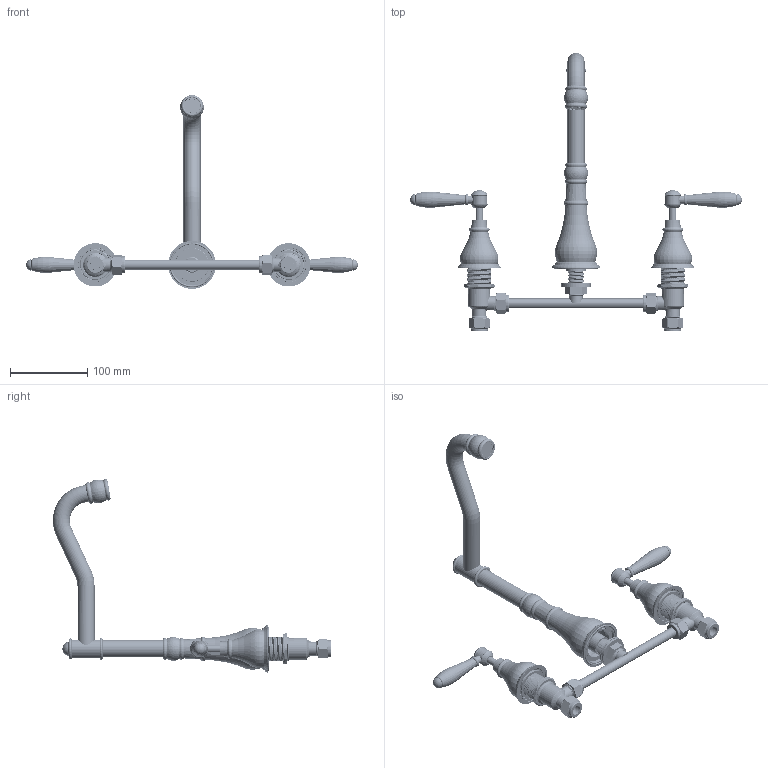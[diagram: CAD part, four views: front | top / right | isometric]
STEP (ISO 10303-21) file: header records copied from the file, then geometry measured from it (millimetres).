
FILE_DESCRIPTION (( 'STEP AP203' ), '1' );
FILE_NAME ('MV1014LCHPE.STEP', '2020-02-27T02:34:38', ( 'Windows 蚚誧' ), ( '' ), 'SwSTEP 2.0', 'SolidWorks 2019', '' );
FILE_SCHEMA (( 'CONFIG_CONTROL_DESIGN' ));
Length unit declared in the file: millimetre
Products named in the file (57): 臟賙M21.5X1堤阨厙; 22古典厨房直管焊接管; MV1014LCHPE; 邧參醱髓褒概郪; 175忒梟裝簽; MV22古典出水管装饰圈; 辦羲30.5坶踡蹟譫; MV插齿陶瓷一字手轮; 175忒梟裝芛; M16x1 22奪爾諉芛; MV堤阨諳ㄗ郪ㄘ; G1-2報滇酗諉芛; 22嘉萎報滇爾諉奪; MV22堤阨奪蟀諉璃; 囀鞠褒潑芛蹟佪M5x12 (G12090G00); 双把手紫铜管焊接头（G1-2H49); 18x1.5 O型圈; 7x1.5 O型圈; 22古典厨房直管（焊接）; G07221D00  邧參忒翋极囀郋; MV堤阨諳; M05001P00  呿蹋縐杶; 報滇荎宒郪; 220報滇豜肣諉奪郪; 双把110快开厨房主体组陶瓷杆; 28.5X22.5X1.5綻祧菜え; G03097P00   呿蹋鞠褒簽; 110快开插齿G58阀芯（30.5阀盖）; MV1014ACHE; MV22堤阨奪蟀諉璃ㄗ郪ㄘ; 邧參報滇翋极郪; 58x2.5 O型圈 - UA70MV三通底帽; 22嘉萎奪爾諉芛; G03008C00   概极匐褒簽; 175忒梟蟀諉裝; MV堤阨奪蚾庉芛; 菜え; 5-8辦羲概郋-110酗; M4x5 囀鞠褒す傷蹟佪; 双把手紫铜管（12.7X0.8X220) ...
Assembly tree (83 placements, depth 5):
  MV1014LCHPE
    双把110快开厨房主体组陶瓷杆
      邧參報滇翋极郪
        邧參醱髓褒概郪
          Z19021D00  邧參翋极
          G07221D00  邧參忒翋极囀郋
          G03008C00   概极匐褒簽  x2
          40X32X1.5呿蹋菜え  x2
          G03009C00  邧參鞠褒簽  x2
          M05001P00  呿蹋縐杶  x2
        邧參醱髓褒概郪
          Z19021D00  邧參翋极
          G07221D00  邧參忒翋极囀郋
          G03008C00   概极匐褒簽  x2
          40X32X1.5呿蹋菜え  x2
          G03009C00  邧參鞠褒簽  x2
          M05001P00  呿蹋縐杶  x2
        220報滇豜肣諉奪郪
          双把手紫铜管（12.7X0.8X220)
          双把手紫铜管焊接头（G1-2H49)
        G03097P00   呿蹋鞠褒簽
        菜え
      110快开插齿G58阀芯（30.5阀盖）
        5-8辦羲概郋-110酗
        辦羲30.5坶踡蹟譫
        28.5X22.5X1.5綻祧菜え
      110快开插齿G58阀芯（30.5阀盖）
        5-8辦羲概郋-110酗
        辦羲30.5坶踡蹟譫
        28.5X22.5X1.5綻祧菜え
      MV双把面盆钟罩组件
           M70ZS00C     MV醱髓笘欶 
           M70ZS01C     MV醱髓笘欶蚾庉簽
      MV双把面盆钟罩组件
           M70ZS00C     MV醱髓笘欶 
           M70ZS01C     MV醱髓笘欶蚾庉簽
      MV插齿陶瓷一字手轮
        MV邧參珨趼忒謫釱
        囀鞠褒潑芛蹟佪M5x12 (G12090G00)
        175忒梟裝芛
        175忒梟蟀諉裝
        175枎棟忒梟裝
        175忒梟裝簽
        7x1.5 O型圈
      MV插齿陶瓷一字手轮
        MV邧參珨趼忒謫釱
        囀鞠褒潑芛蹟佪M5x12 (G12090G00)
        175忒梟裝芛
        175忒梟蟀諉裝
        175枎棟忒梟裝
        175忒梟裝簽
        7x1.5 O型圈
    邧參報滇奪釱郪
          M70ZS02C     MV醱髓堤阨奪釱
      MV三通面盆底帽
      G1-2報滇酗諉芛
      18x1.5 O型圈
      M4x5 囀鞠褒す傷蹟佪
      58x2.5 O型圈 - UA70MV三通底帽
    MV1014ACHE
Bounding box: 429 x 359.53 x 250.28 mm (x, y, z)
Volume: 330044.9 mm3; surface area: 296986.3 mm2
Topology: 66 solids, 66 shells, 3086 faces, 8079 edges, 5233 vertices
Faces by surface type: cylinder 1542, plane 643, cone 431, bspline 228, torus 222, sphere 20
Entity records: 128693 total; most frequent: CARTESIAN_POINT 81784, ORIENTED_EDGE 9304, DIRECTION 7665, EDGE_CURVE 4652, AXIS2_PLACEMENT_3D 3098, VERTEX_POINT 3018, EDGE_LOOP 1956, FACE_OUTER_BOUND 1799
